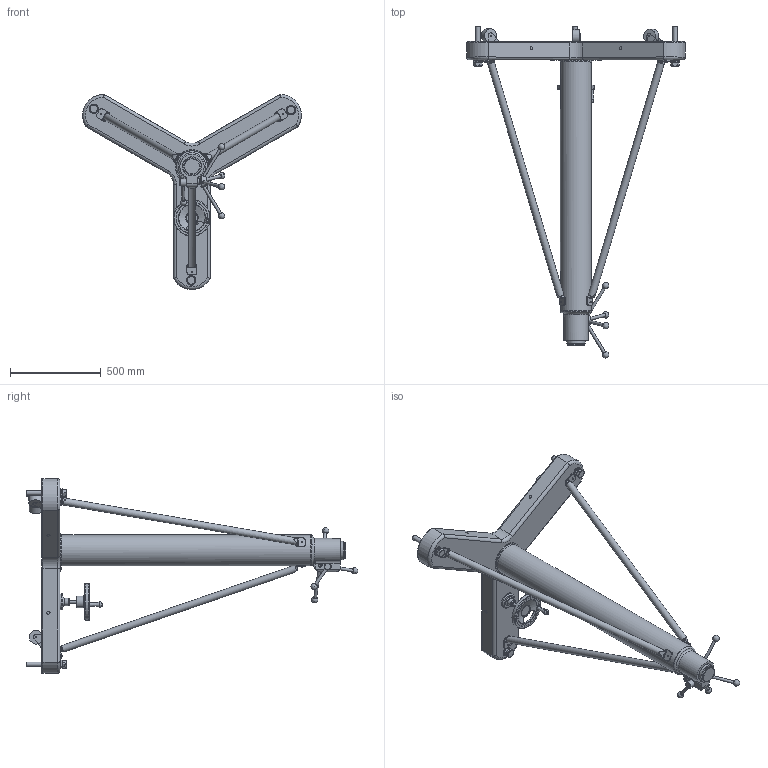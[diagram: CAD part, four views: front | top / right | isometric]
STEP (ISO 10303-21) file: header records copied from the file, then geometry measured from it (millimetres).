
FILE_DESCRIPTION (( 'STEP AP203' ), '1' );
FILE_NAME ('232-0.STEP', '2012-11-20T13:15:43', ( 'Eric' ), ( '' ), 'SwSTEP 2.0', 'SolidWorks 2012', '' );
FILE_SCHEMA (( 'CONFIG_CONTROL_DESIGN' ));
Length unit declared in the file: inch
Products named in the file (1): 232-0
Bounding box: 1206.97 x 1831.17 x 1075.9 mm (x, y, z)
Volume: 80688715.9 mm3; surface area: 2845629.9 mm2
Topology: 1 solids, 1 shells, 660 faces, 1607 edges, 997 vertices
Faces by surface type: plane 256, cylinder 149, cone 128, bspline 62, torus 44, sphere 21
Full cylindrical faces by diameter (mm): 6.35 x6, 6.858 x3, 7.937 x1, 7.938 x2, 15.748 x1, 15.875 x6, 16.002 x1, 21.336 x1, 25.4 x3, 31.75 x1, 38.1 x4, 41.402 x1, 50.8 x3, 63.5 x1, 74.295 x1, 83.401 x1, 88.392 x1, 101.092 x1, 171.45 x2, 176.122 x1, 203.2 x1
Entity records: 23579 total; most frequent: CARTESIAN_POINT 9653, ORIENTED_EDGE 2938, DIRECTION 2567, EDGE_CURVE 1469, AXIS2_PLACEMENT_3D 1018, VERTEX_POINT 953, EDGE_LOOP 826, FACE_OUTER_BOUND 719
